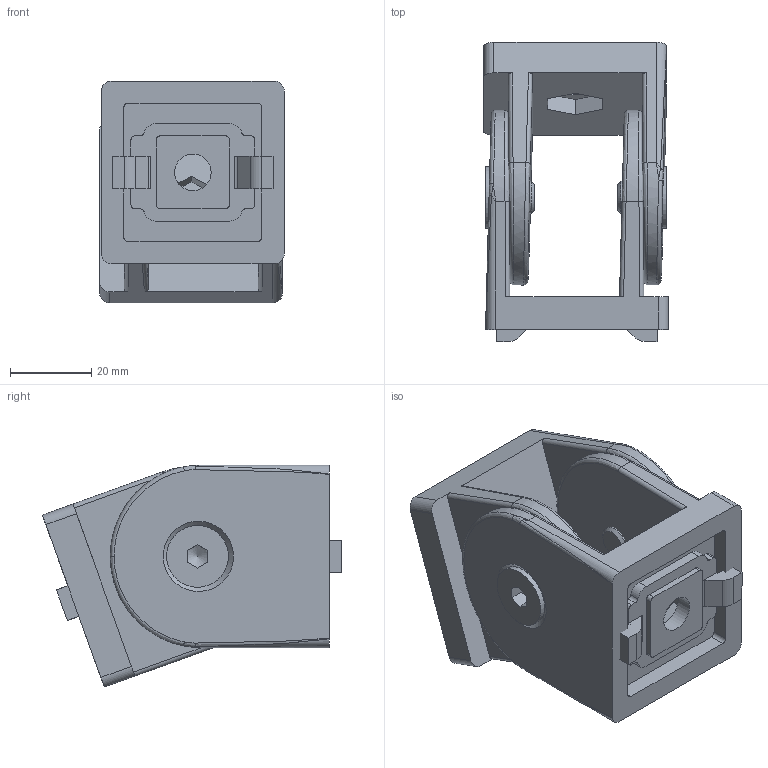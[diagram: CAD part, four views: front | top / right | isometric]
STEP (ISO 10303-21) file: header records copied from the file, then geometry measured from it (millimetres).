
FILE_DESCRIPTION(/* description */ (''),/* implementation_level */ '2;1');
FILE_NAME(/* name */ 'CGIPR0000026.stp',/* time_stamp */ '2018-04-16T12:02:55+02:00',/* author */ ('fzagni'),/* organization */ (''),/* preprocessor_version */ 'ST-DEVELOPER v16.1',/* originating_system */ 'Autodesk Inventor 2016',/* authorisation */ '');
FILE_SCHEMA (('AUTOMOTIVE_DESIGN { 1 0 10303 214 3 1 1 }'));
Length unit declared in the file: millimetre
Products named in the file (4): 440000009092; 440000009093; ISO 10642 - M8 x  12; CGIPR0000026
Assembly tree (6 placements, depth 2):
  CGIPR0000026
    440000009092  x2
    440000009093  x2
    ISO 10642 - M8 x  12  x2
Bounding box: 45.43 x 73.7 x 54.68 mm (x, y, z)
Volume: 64729.7 mm3; surface area: 32971.1 mm2
Topology: 6 solids, 6 shells, 248 faces, 656 edges, 422 vertices
Faces by surface type: plane 122, cylinder 90, bspline 28, cone 8
Full cylindrical faces by diameter (mm): 6.8 x2, 8 x2, 9 x4, 15.24 x2
Entity records: 4700 total; most frequent: CARTESIAN_POINT 1588, ORIENTED_EDGE 632, DIRECTION 622, EDGE_CURVE 316, AXIS2_PLACEMENT_3D 216, VERTEX_POINT 210, LINE 190, VECTOR 190
